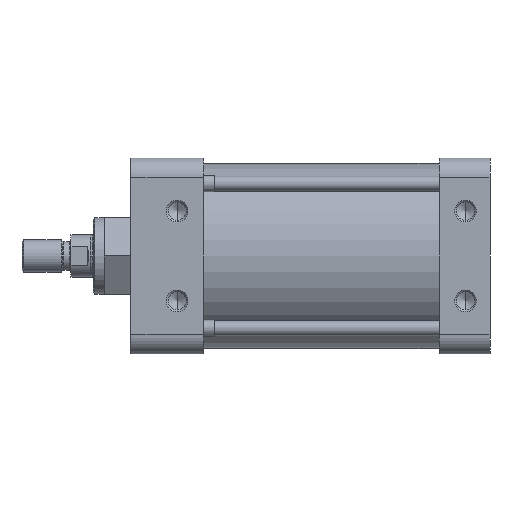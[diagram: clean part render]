
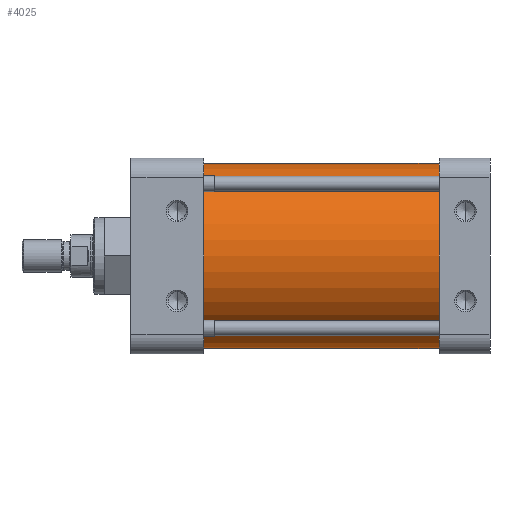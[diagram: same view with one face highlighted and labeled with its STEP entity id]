
A CAD part, front view. The second image highlights one B-rep face of the part: STEP entity #4025.
In plain terms, the highlighted cylindrical face has radius 53.975 mm (diameter 107.95 mm), a partial arc.
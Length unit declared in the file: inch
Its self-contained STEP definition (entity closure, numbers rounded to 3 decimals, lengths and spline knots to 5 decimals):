
#718 = CARTESIAN_POINT ( 'NONE',  ( 1.67, 0., 2.125 ) ) ;
#829 = VERTEX_POINT ( 'NONE', #8794 ) ;
#914 = DIRECTION ( 'NONE',  ( 1., 0., 0. ) ) ;
#998 = DIRECTION ( 'NONE',  ( 0., 0., -1. ) ) ;
#1184 = DIRECTION ( 'NONE',  ( 0., 0., -1. ) ) ;
#1294 = DIRECTION ( 'NONE',  ( -1., 0., 0. ) ) ;
#1343 = CARTESIAN_POINT ( 'NONE',  ( 7.076, 0., 0. ) ) ;
#1589 = ORIENTED_EDGE ( 'NONE', *, *, #11087, .T. ) ;
#2040 = CIRCLE ( 'NONE', #12673, 2.125 ) ;
#2425 = EDGE_CURVE ( 'NONE', #829, #12256, #4420, .T. ) ;
#2635 = AXIS2_PLACEMENT_3D ( 'NONE', #7836, #914, #998 ) ;
#2735 = EDGE_CURVE ( 'NONE', #3241, #11956, #2040, .T. ) ;
#2950 = VECTOR ( 'NONE', #4830, 39.37008 ) ;
#3057 = FACE_OUTER_BOUND ( 'NONE', #8463, .T. ) ;
#3165 = DIRECTION ( 'NONE',  ( 1., 0., 0. ) ) ;
#3241 = VERTEX_POINT ( 'NONE', #718 ) ;
#3827 = VECTOR ( 'NONE', #5861, 39.37008 ) ;
#4025 = ADVANCED_FACE ( 'NONE', ( #3057 ), #5542, .T. ) ;
#4420 = CIRCLE ( 'NONE', #4873, 2.125 ) ;
#4719 = CARTESIAN_POINT ( 'NONE',  ( 7.076, 0., 2.125 ) ) ;
#4830 = DIRECTION ( 'NONE',  ( 1., 0., 0. ) ) ;
#4873 = AXIS2_PLACEMENT_3D ( 'NONE', #1343, #1294, #1184 ) ;
#5542 = CYLINDRICAL_SURFACE ( 'NONE', #2635, 2.125 ) ;
#5861 = DIRECTION ( 'NONE',  ( 1., 0., 0. ) ) ;
#6828 = LINE ( 'NONE', #4719, #3827 ) ;
#7231 = ORIENTED_EDGE ( 'NONE', *, *, #11686, .F. ) ;
#7798 = ORIENTED_EDGE ( 'NONE', *, *, #2735, .T. ) ;
#7836 = CARTESIAN_POINT ( 'NONE',  ( 7.076, 0., 0. ) ) ;
#8463 = EDGE_LOOP ( 'NONE', ( #7231, #7798, #1589, #13205 ) ) ;
#8794 = CARTESIAN_POINT ( 'NONE',  ( 7.076, 0., -2.125 ) ) ;
#9007 = LINE ( 'NONE', #12765, #2950 ) ;
#9939 = CARTESIAN_POINT ( 'NONE',  ( 1.67, 0., 0. ) ) ;
#11087 = EDGE_CURVE ( 'NONE', #11956, #829, #9007, .T. ) ;
#11108 = DIRECTION ( 'NONE',  ( 0., 0., -1. ) ) ;
#11686 = EDGE_CURVE ( 'NONE', #3241, #12256, #6828, .T. ) ;
#11956 = VERTEX_POINT ( 'NONE', #13078 ) ;
#12256 = VERTEX_POINT ( 'NONE', #12591 ) ;
#12591 = CARTESIAN_POINT ( 'NONE',  ( 7.076, 0., 2.125 ) ) ;
#12673 = AXIS2_PLACEMENT_3D ( 'NONE', #9939, #3165, #11108 ) ;
#12765 = CARTESIAN_POINT ( 'NONE',  ( 7.076, 0., -2.125 ) ) ;
#13078 = CARTESIAN_POINT ( 'NONE',  ( 1.67, 0., -2.125 ) ) ;
#13205 = ORIENTED_EDGE ( 'NONE', *, *, #2425, .T. ) ;
